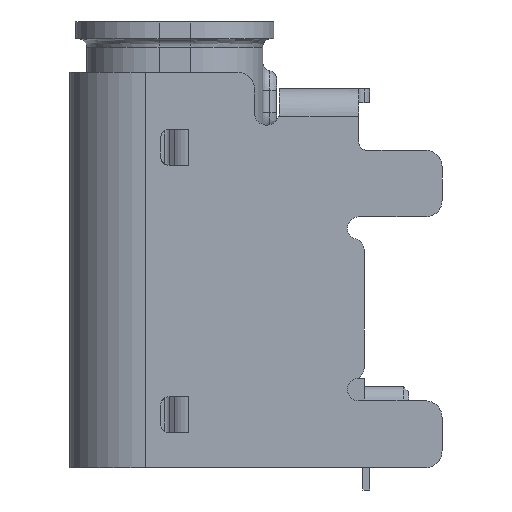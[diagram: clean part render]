
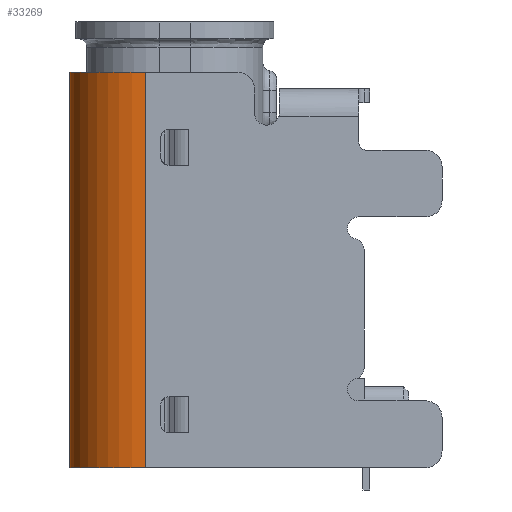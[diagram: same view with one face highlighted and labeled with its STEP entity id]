
A CAD part, left-side view. The second image highlights one B-rep face of the part: STEP entity #33269.
In plain terms, the highlighted cylindrical face has radius 1.35 mm (diameter 2.7 mm), a partial arc.
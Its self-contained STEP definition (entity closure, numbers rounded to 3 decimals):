
#992=CIRCLE('',#35453,1.35);
#993=CIRCLE('',#35455,1.35);
#1499=CYLINDRICAL_SURFACE('',#35454,1.35);
#8299=ORIENTED_EDGE('',*,*,#12981,.T.);
#8300=ORIENTED_EDGE('',*,*,#12980,.F.);
#8301=ORIENTED_EDGE('',*,*,#12930,.F.);
#8302=ORIENTED_EDGE('',*,*,#12982,.T.);
#12930=EDGE_CURVE('',#15751,#15752,#18786,.T.);
#12980=EDGE_CURVE('',#15752,#15784,#992,.T.);
#12981=EDGE_CURVE('',#15792,#15784,#18820,.T.);
#12982=EDGE_CURVE('',#15751,#15792,#993,.T.);
#15751=VERTEX_POINT('',#51671);
#15752=VERTEX_POINT('',#51673);
#15784=VERTEX_POINT('',#51772);
#15792=VERTEX_POINT('',#51791);
#18786=LINE('',#51672,#21778);
#18820=LINE('',#51790,#21812);
#21778=VECTOR('',#42220,1000.);
#21812=VECTOR('',#42302,1000.);
#23452=EDGE_LOOP('',(#8299,#8300,#8301,#8302));
#25013=FACE_BOUND('',#23452,.T.);
#33269=ADVANCED_FACE('',(#25013),#1499,.T.);
#35453=AXIS2_PLACEMENT_3D('',#51788,#42298,#42299);
#35454=AXIS2_PLACEMENT_3D('',#51789,#42300,#42301);
#35455=AXIS2_PLACEMENT_3D('',#51792,#42303,#42304);
#42220=DIRECTION('',(0.,0.,1.));
#42298=DIRECTION('',(0.,0.,1.));
#42299=DIRECTION('',(1.,0.,0.));
#42300=DIRECTION('',(0.,0.,1.));
#42301=DIRECTION('',(1.,0.,0.));
#42302=DIRECTION('',(0.,0.,1.));
#42303=DIRECTION('',(0.,0.,1.));
#42304=DIRECTION('',(1.,0.,0.));
#51671=CARTESIAN_POINT('',(-3.385,1.88,-8.));
#51672=CARTESIAN_POINT('',(-3.385,1.88,-0.9));
#51673=CARTESIAN_POINT('',(-3.385,1.88,-0.9));
#51772=CARTESIAN_POINT('',(-4.735,0.53,-0.9));
#51788=CARTESIAN_POINT('',(-3.385,0.53,-0.9));
#51789=CARTESIAN_POINT('',(-3.385,0.53,-0.9));
#51790=CARTESIAN_POINT('',(-4.735,0.53,-0.9));
#51791=CARTESIAN_POINT('',(-4.735,0.53,-8.));
#51792=CARTESIAN_POINT('',(-3.385,0.53,-8.));
